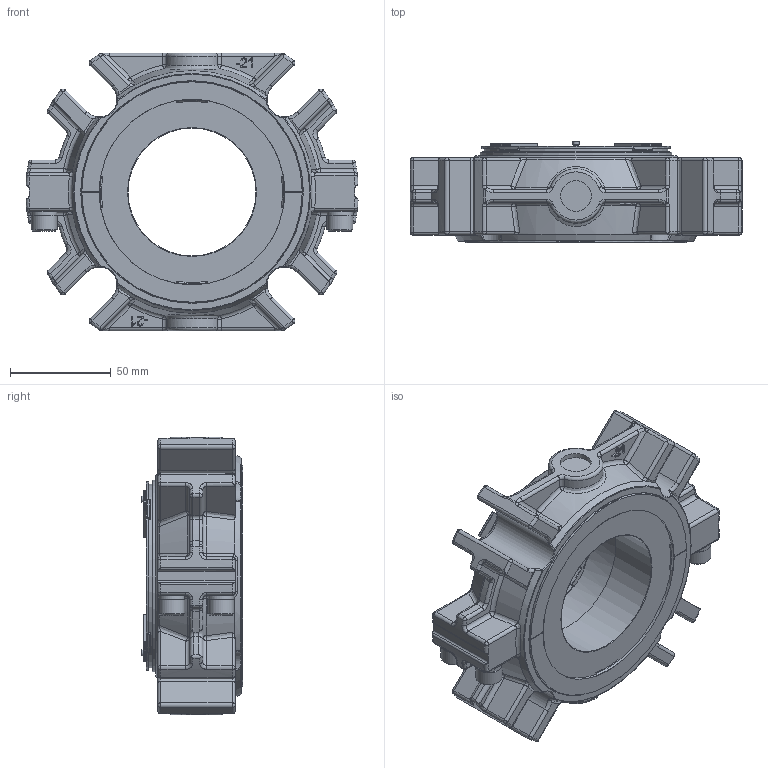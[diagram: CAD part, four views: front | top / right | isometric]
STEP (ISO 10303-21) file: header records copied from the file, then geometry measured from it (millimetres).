
FILE_DESCRIPTION(/* description */ ('Unknown'),/* implementation_level */ '2;1');
FILE_NAME(/* name */ '2.500 RDSX -21 SEAL ARRANGEMENT',/* time_stamp */ '2023-02-14T08:52:29-05:00',/* author */ ('Unknown'),/* organization */ ('Unknown'),/* preprocessor_version */ 'ST-DEVELOPER v16.7',/* originating_system */ 'Solid Edge',/* authorisation */ 'Unknown');
FILE_SCHEMA (('AUTOMOTIVE_DESIGN {1 0 10303 214 3 1 1}'));
Length unit declared in the file: millimetre
Products named in the file (1): 3128984
Bounding box: 164.9 x 50.22 x 137.87 mm (x, y, z)
Volume: 466135.7 mm3; surface area: 73261.3 mm2
Topology: 1 solids, 3 shells, 936 faces, 2345 edges, 1371 vertices
Faces by surface type: cylinder 273, plane 230, torus 169, bspline 122, sphere 88, cone 54
Full cylindrical faces by diameter (mm): 2.667 x2, 3.175 x4, 8 x4, 13 x4, 15.342 x2, 63.5 x1, 69.85 x1, 91.11 x1, 93.65 x1, 95.25 x1
Entity records: 29588 total; most frequent: CARTESIAN_POINT 8567, ORIENTED_EDGE 4456, DIRECTION 4382, EDGE_CURVE 2228, AXIS2_PLACEMENT_3D 1829, VERTEX_POINT 1350, EDGE_LOOP 1006, FACE_BOUND 1006
